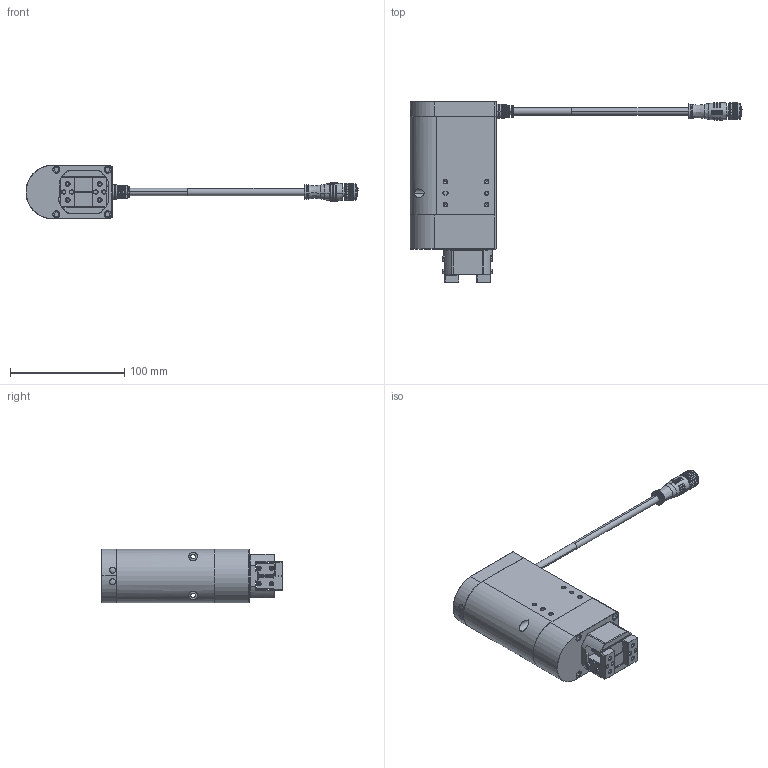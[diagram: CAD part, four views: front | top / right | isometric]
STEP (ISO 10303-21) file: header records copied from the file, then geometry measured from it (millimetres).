
FILE_DESCRIPTION (( 'STEP AP214' ), '1' );
FILE_NAME ('RGI100_14_OSML5O-3D-20220209.STEP', '2022-02-09T08:40:07', ( '' ), ( '' ), 'SwSTEP 2.0', 'SolidWorks 2020', '' );
FILE_SCHEMA (( 'AUTOMOTIVE_DESIGN' ));
Length unit declared in the file: millimetre
Products named in the file (5): RGI100_14_OSML5O-3D-20220209; RGI100-bodyS; RGI100_14_Fingerpart; RGI100_14_Upart; M12-PGE-ぱ籵厙帣V2 
Assembly tree (5 placements, depth 2):
  RGI100_14_OSML5O-3D-20220209
    RGI100-bodyS
    RGI100_14_Upart
    RGI100_14_Fingerpart  x2
    M12-PGE-ぱ籵厙帣V2 
Bounding box: 290.4 x 158 x 47 mm (x, y, z)
Volume: 452044.7 mm3; surface area: 61316.9 mm2
Topology: 4 solids, 19 shells, 1439 faces, 3576 edges, 2259 vertices
Faces by surface type: plane 647, cylinder 316, bspline 237, cone 194, torus 43, sphere 2
Full cylindrical faces by diameter (mm): 11.1 x3
Entity records: 59228 total; most frequent: CARTESIAN_POINT 23902, ORIENTED_EDGE 6166, DIRECTION 5007, EDGE_CURVE 3087, VERTEX_POINT 1980, AXIS2_PLACEMENT_3D 1827, EDGE_LOOP 1393, LINE 1353
